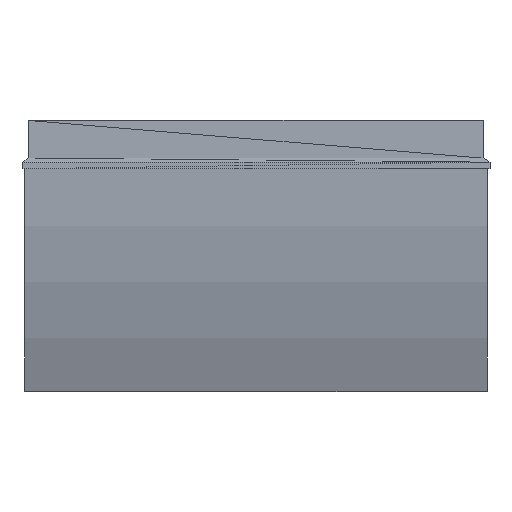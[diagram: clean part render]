
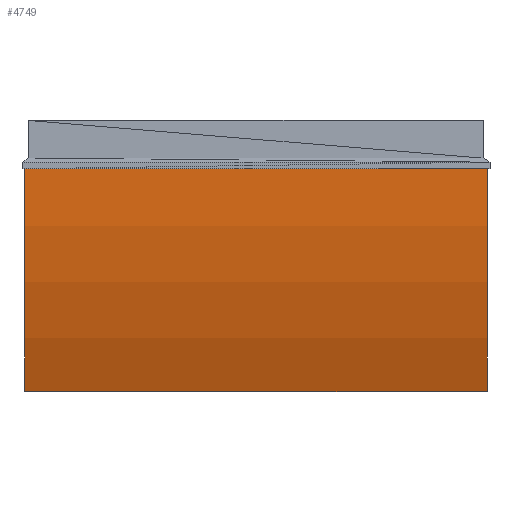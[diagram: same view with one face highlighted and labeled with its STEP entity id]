
A CAD part, front view. The second image highlights one B-rep face of the part: STEP entity #4749.
In plain terms, the highlighted cylindrical face has radius 430.349 mm (diameter 860.699 mm), a partial arc.
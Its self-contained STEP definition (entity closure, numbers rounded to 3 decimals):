
#11=CYLINDRICAL_SURFACE('',#4955,430.349);
#13=CIRCLE('',#4952,430.349);
#15=CIRCLE('',#4956,430.349);
#211=FACE_OUTER_BOUND('',#389,.T.);
#389=EDGE_LOOP('',(#4391,#4392,#4393,#4394));
#1082=LINE('',#7418,#1777);
#1085=LINE('',#7424,#1780);
#1777=VECTOR('',#6006,10.);
#1780=VECTOR('',#6011,10.);
#2302=VERTEX_POINT('',#7408);
#2303=VERTEX_POINT('',#7409);
#2306=VERTEX_POINT('',#7417);
#2308=VERTEX_POINT('',#7423);
#2997=EDGE_CURVE('',#2302,#2303,#13,.T.);
#3001=EDGE_CURVE('',#2302,#2306,#1082,.T.);
#3004=EDGE_CURVE('',#2303,#2308,#1085,.T.);
#3005=EDGE_CURVE('',#2306,#2308,#15,.T.);
#4391=ORIENTED_EDGE('',*,*,#2997,.T.);
#4392=ORIENTED_EDGE('',*,*,#3004,.T.);
#4393=ORIENTED_EDGE('',*,*,#3005,.F.);
#4394=ORIENTED_EDGE('',*,*,#3001,.F.);
#4749=ADVANCED_FACE('',(#211),#11,.T.);
#4952=AXIS2_PLACEMENT_3D('',#7410,#5998,#5999);
#4955=AXIS2_PLACEMENT_3D('',#7422,#6009,#6010);
#4956=AXIS2_PLACEMENT_3D('',#7425,#6012,#6013);
#5998=DIRECTION('center_axis',(1.,0.,0.));
#5999=DIRECTION('ref_axis',(0.,-0.924,-0.381));
#6006=DIRECTION('',(1.,0.,0.));
#6009=DIRECTION('center_axis',(1.,0.,0.));
#6010=DIRECTION('ref_axis',(0.,-0.924,-0.381));
#6011=DIRECTION('',(1.,0.,0.));
#6012=DIRECTION('center_axis',(1.,0.,0.));
#6013=DIRECTION('ref_axis',(0.,-0.924,-0.381));
#7408=CARTESIAN_POINT('',(2.4,-42.55,200.));
#7409=CARTESIAN_POINT('',(2.4,-10.07,31.5));
#7410=CARTESIAN_POINT('Origin',(2.4,387.776,195.569));
#7417=CARTESIAN_POINT('',(352.4,-42.55,200.));
#7418=CARTESIAN_POINT('',(-7.6,-42.55,200.));
#7422=CARTESIAN_POINT('Origin',(-7.6,387.776,195.569));
#7423=CARTESIAN_POINT('',(352.4,-10.07,31.5));
#7424=CARTESIAN_POINT('',(-7.6,-10.07,31.5));
#7425=CARTESIAN_POINT('Origin',(352.4,387.776,195.569));
